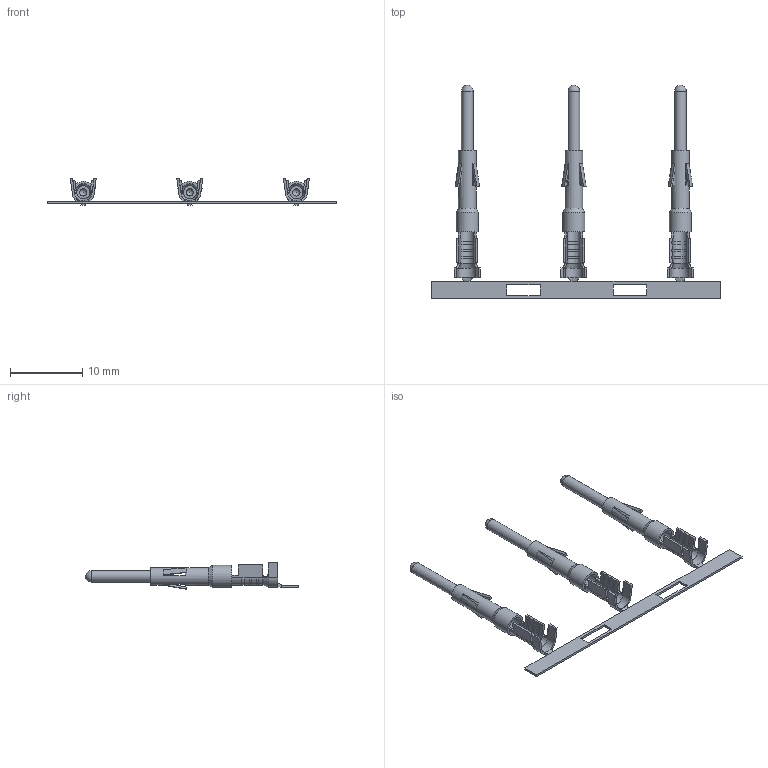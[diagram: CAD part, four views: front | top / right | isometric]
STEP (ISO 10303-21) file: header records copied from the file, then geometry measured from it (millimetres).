
FILE_DESCRIPTION(/* description */ (''),/* implementation_level */ '2;1');
FILE_NAME(/* name */ 'Q38-MC13G-1.5_prt_stp.stp',/* time_stamp */ '2024-03-20T16:15:27+08:00',/* author */ (''),/* organization */ (''),/* preprocessor_version */ 'ST-DEVELOPER v18.1',/* originating_system */ 'SIEMENS PLM Software NX 1980',/* authorisation */ '');
FILE_SCHEMA (('AUTOMOTIVE_DESIGN { 1 0 10303 214 3 1 1 1 }'));
Length unit declared in the file: millimetre
Products named in the file (1): Q38-MC13G-1.5_prt_stp
Bounding box: 40 x 29.45 x 3.67 mm (x, y, z)
Volume: 164.6 mm3; surface area: 1214.5 mm2
Topology: 1 solids, 1 shells, 388 faces, 1094 edges, 702 vertices
Faces by surface type: plane 265, cylinder 72, cone 39, sphere 6, bspline 6
Full cylindrical faces by diameter (mm): 1 x3, 1.6 x3, 1.829 x3, 2.429 x3, 2.436 x3, 3.036 x3
Entity records: 13206 total; most frequent: CARTESIAN_POINT 3426, ORIENTED_EDGE 2080, DIRECTION 1946, EDGE_CURVE 1040, VERTEX_POINT 681, LINE 660, VECTOR 660, AXIS2_PLACEMENT_3D 643
